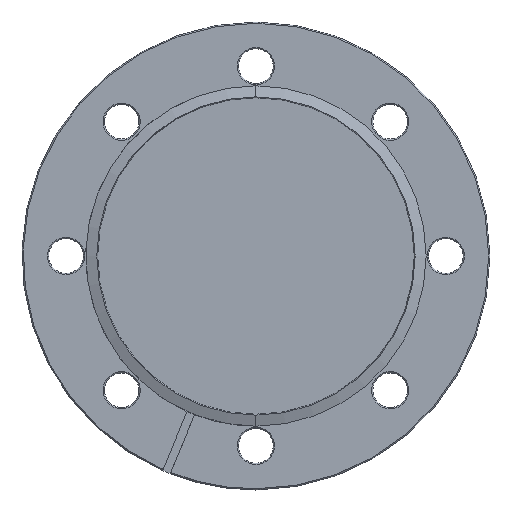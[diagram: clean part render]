
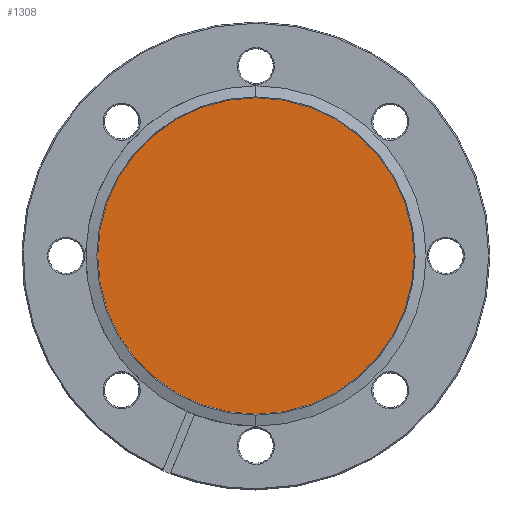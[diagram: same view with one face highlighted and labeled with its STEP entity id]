
A CAD part, front view. The second image highlights one B-rep face of the part: STEP entity #1308.
In plain terms, the highlighted planar face has unit normal (0, -1, 0).
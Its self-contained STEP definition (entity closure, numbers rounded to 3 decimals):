
#33 = AXIS2_PLACEMENT_3D ( 'NONE', #41, #1295, #220 ) ;
#41 = CARTESIAN_POINT ( 'NONE',  ( 0., -16.2, 0. ) ) ;
#103 = DIRECTION ( 'NONE',  ( 0., 0., -1. ) ) ;
#148 = CARTESIAN_POINT ( 'NONE',  ( 0., -16.2, -38.382 ) ) ;
#220 = DIRECTION ( 'NONE',  ( 0., 0., -1. ) ) ;
#233 = VERTEX_POINT ( 'NONE', #148 ) ;
#277 = FACE_OUTER_BOUND ( 'NONE', #2133, .T. ) ;
#521 = CARTESIAN_POINT ( 'NONE',  ( 0., -16.2, 38.382 ) ) ;
#880 = AXIS2_PLACEMENT_3D ( 'NONE', #1849, #986, #2226 ) ;
#986 = DIRECTION ( 'NONE',  ( 0., 1., 0. ) ) ;
#1117 = AXIS2_PLACEMENT_3D ( 'NONE', #2243, #1178, #103 ) ;
#1122 = CIRCLE ( 'NONE', #1117, 38.382 ) ;
#1131 = ORIENTED_EDGE ( 'NONE', *, *, #1251, .T. ) ;
#1178 = DIRECTION ( 'NONE',  ( 0., -1., 0. ) ) ;
#1251 = EDGE_CURVE ( 'NONE', #233, #1533, #1800, .T. ) ;
#1295 = DIRECTION ( 'NONE',  ( 0., -1., 0. ) ) ;
#1306 = ORIENTED_EDGE ( 'NONE', *, *, #1353, .T. ) ;
#1308 = ADVANCED_FACE ( 'NONE', ( #277 ), #1689, .F. ) ;
#1353 = EDGE_CURVE ( 'NONE', #1533, #233, #1122, .T. ) ;
#1533 = VERTEX_POINT ( 'NONE', #521 ) ;
#1689 = PLANE ( 'NONE',  #880 ) ;
#1800 = CIRCLE ( 'NONE', #33, 38.382 ) ;
#1849 = CARTESIAN_POINT ( 'NONE',  ( -38.382, -16.2, 0. ) ) ;
#2133 = EDGE_LOOP ( 'NONE', ( #1131, #1306 ) ) ;
#2226 = DIRECTION ( 'NONE',  ( 0., 0., 1. ) ) ;
#2243 = CARTESIAN_POINT ( 'NONE',  ( 0., -16.2, 0. ) ) ;
